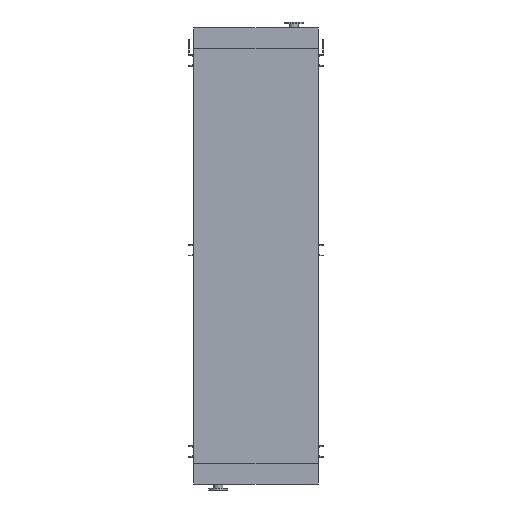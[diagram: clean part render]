
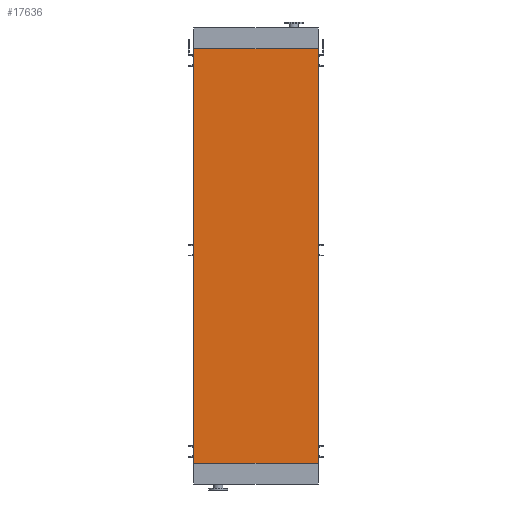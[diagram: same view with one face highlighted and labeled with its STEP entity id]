
A CAD part, front view. The second image highlights one B-rep face of the part: STEP entity #17636.
In plain terms, the highlighted planar face has unit normal (0, -1, 0).
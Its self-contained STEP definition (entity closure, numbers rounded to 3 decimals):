
#762 = DIRECTION ( 'NONE',  ( 0., 0., 1. ) ) ;
#1132 = ORIENTED_EDGE ( 'NONE', *, *, #5566, .T. ) ;
#1187 = DIRECTION ( 'NONE',  ( 0., 0., 1. ) ) ;
#1639 = ORIENTED_EDGE ( 'NONE', *, *, #17720, .F. ) ;
#1789 = DIRECTION ( 'NONE',  ( 1., 0., 0. ) ) ;
#1972 = DIRECTION ( 'NONE',  ( 1., 0., 0. ) ) ;
#3164 = CARTESIAN_POINT ( 'NONE',  ( -725., 0., -4850. ) ) ;
#3988 = EDGE_LOOP ( 'NONE', ( #1639, #15643, #1132, #14357 ) ) ;
#4570 = VERTEX_POINT ( 'NONE', #14539 ) ;
#5060 = VECTOR ( 'NONE', #1187, 1000. ) ;
#5093 = CARTESIAN_POINT ( 'NONE',  ( -725., 0., -4850. ) ) ;
#5566 = EDGE_CURVE ( 'NONE', #12816, #4570, #12616, .T. ) ;
#5894 = CARTESIAN_POINT ( 'NONE',  ( -725., 0., -4850. ) ) ;
#6185 = VECTOR ( 'NONE', #1789, 1000. ) ;
#6347 = DIRECTION ( 'NONE',  ( 0., -1., 0. ) ) ;
#7659 = CARTESIAN_POINT ( 'NONE',  ( 725., 0., 0. ) ) ;
#7671 = EDGE_CURVE ( 'NONE', #4570, #11475, #18693, .T. ) ;
#7746 = AXIS2_PLACEMENT_3D ( 'NONE', #3164, #6347, #17393 ) ;
#8399 = VECTOR ( 'NONE', #1972, 1000. ) ;
#8629 = CARTESIAN_POINT ( 'NONE',  ( 725., 0., -4850. ) ) ;
#9588 = CARTESIAN_POINT ( 'NONE',  ( -725., 0., 0. ) ) ;
#9805 = VECTOR ( 'NONE', #762, 1000. ) ;
#9889 = LINE ( 'NONE', #9588, #6185 ) ;
#9895 = VERTEX_POINT ( 'NONE', #18554 ) ;
#10888 = FACE_OUTER_BOUND ( 'NONE', #3988, .T. ) ;
#11475 = VERTEX_POINT ( 'NONE', #7659 ) ;
#11607 = CARTESIAN_POINT ( 'NONE',  ( -725., 0., -4850. ) ) ;
#12616 = LINE ( 'NONE', #5093, #8399 ) ;
#12816 = VERTEX_POINT ( 'NONE', #11607 ) ;
#14357 = ORIENTED_EDGE ( 'NONE', *, *, #7671, .T. ) ;
#14539 = CARTESIAN_POINT ( 'NONE',  ( 725., 0., -4850. ) ) ;
#14784 = EDGE_CURVE ( 'NONE', #12816, #9895, #17647, .T. ) ;
#15643 = ORIENTED_EDGE ( 'NONE', *, *, #14784, .F. ) ;
#15818 = PLANE ( 'NONE',  #7746 ) ;
#17393 = DIRECTION ( 'NONE',  ( 0., 0., -1. ) ) ;
#17636 = ADVANCED_FACE ( 'NONE', ( #10888 ), #15818, .T. ) ;
#17647 = LINE ( 'NONE', #5894, #5060 ) ;
#17720 = EDGE_CURVE ( 'NONE', #9895, #11475, #9889, .T. ) ;
#18554 = CARTESIAN_POINT ( 'NONE',  ( -725., 0., 0. ) ) ;
#18693 = LINE ( 'NONE', #8629, #9805 ) ;
